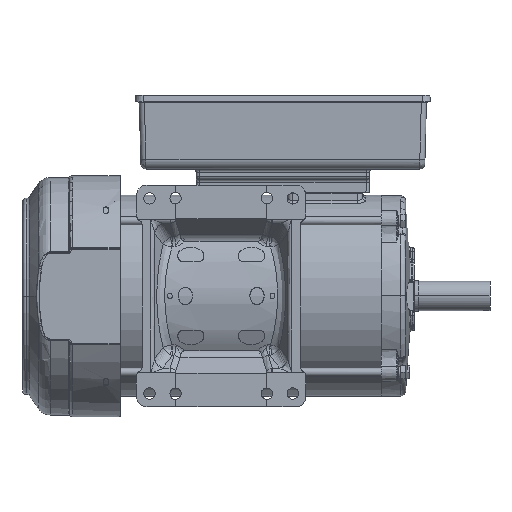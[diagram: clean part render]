
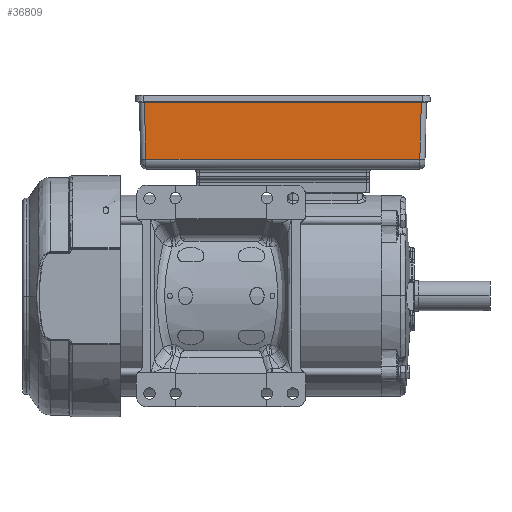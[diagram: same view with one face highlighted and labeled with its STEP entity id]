
A CAD part, front view. The second image highlights one B-rep face of the part: STEP entity #36809.
In plain terms, the highlighted planar face has unit normal (0, -1, -0.026).
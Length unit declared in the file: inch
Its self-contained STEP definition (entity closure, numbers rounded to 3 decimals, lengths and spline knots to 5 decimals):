
#4049 = CARTESIAN_POINT ( 'NONE',  ( -10.35131, -3.06689, 7.43423 ) ) ;
#7481 = DIRECTION ( 'NONE',  ( 0., 0.026, -1. ) ) ;
#7709 = LINE ( 'NONE', #64402, #48131 ) ;
#14820 = VECTOR ( 'NONE', #40492, 39.37008 ) ;
#22627 = CARTESIAN_POINT ( 'NONE',  ( 0.21369, -3.00978, 5.25342 ) ) ;
#22773 = EDGE_CURVE ( 'NONE', #121170, #89927, #53838, .T. ) ;
#27180 = VECTOR ( 'NONE', #93255, 39.37008 ) ;
#29028 = CARTESIAN_POINT ( 'NONE',  ( 0.27016, -3.06625, 7.40991 ) ) ;
#29557 = CARTESIAN_POINT ( 'NONE',  ( -10.35067, -3.06625, 7.40991 ) ) ;
#36809 = ADVANCED_FACE ( 'NONE', ( #131537 ), #100899, .T. ) ;
#37519 = CARTESIAN_POINT ( 'NONE',  ( 0.21369, -3.00978, 5.25342 ) ) ;
#40492 = DIRECTION ( 'NONE',  ( -0.026, -0.026, 0.999 ) ) ;
#42410 = CARTESIAN_POINT ( 'NONE',  ( -10.54796, -3.06676, 7.42908 ) ) ;
#45482 = EDGE_CURVE ( 'NONE', #121170, #77478, #151969, .T. ) ;
#48131 = VECTOR ( 'NONE', #110007, 39.37008 ) ;
#51859 = EDGE_CURVE ( 'NONE', #89927, #89072, #7709, .T. ) ;
#53838 = LINE ( 'NONE', #22627, #81359 ) ;
#64402 = CARTESIAN_POINT ( 'NONE',  ( -10.54796, -3.06625, 7.40991 ) ) ;
#69928 = LINE ( 'NONE', #4049, #14820 ) ;
#77478 = VERTEX_POINT ( 'NONE', #143264 ) ;
#78376 = DIRECTION ( 'NONE',  ( 0., -1., -0.026 ) ) ;
#80903 = EDGE_LOOP ( 'NONE', ( #137733, #126971, #117479, #126485 ) ) ;
#81359 = VECTOR ( 'NONE', #140617, 39.37008 ) ;
#89072 = VERTEX_POINT ( 'NONE', #29557 ) ;
#89927 = VERTEX_POINT ( 'NONE', #29028 ) ;
#93255 = DIRECTION ( 'NONE',  ( -1., 0., 0. ) ) ;
#100899 = PLANE ( 'NONE',  #120854 ) ;
#110007 = DIRECTION ( 'NONE',  ( -1., 0., 0. ) ) ;
#112535 = EDGE_CURVE ( 'NONE', #77478, #89072, #69928, .T. ) ;
#117479 = ORIENTED_EDGE ( 'NONE', *, *, #22773, .T. ) ;
#120854 = AXIS2_PLACEMENT_3D ( 'NONE', #42410, #78376, #7481 ) ;
#121170 = VERTEX_POINT ( 'NONE', #37519 ) ;
#126485 = ORIENTED_EDGE ( 'NONE', *, *, #51859, .T. ) ;
#126971 = ORIENTED_EDGE ( 'NONE', *, *, #45482, .F. ) ;
#131537 = FACE_OUTER_BOUND ( 'NONE', #80903, .T. ) ;
#137733 = ORIENTED_EDGE ( 'NONE', *, *, #112535, .F. ) ;
#138940 = CARTESIAN_POINT ( 'NONE',  ( -10.54796, -3.00978, 5.25342 ) ) ;
#140617 = DIRECTION ( 'NONE',  ( 0.026, -0.026, 0.999 ) ) ;
#143264 = CARTESIAN_POINT ( 'NONE',  ( -10.2942, -3.00978, 5.25342 ) ) ;
#151969 = LINE ( 'NONE', #138940, #27180 ) ;
